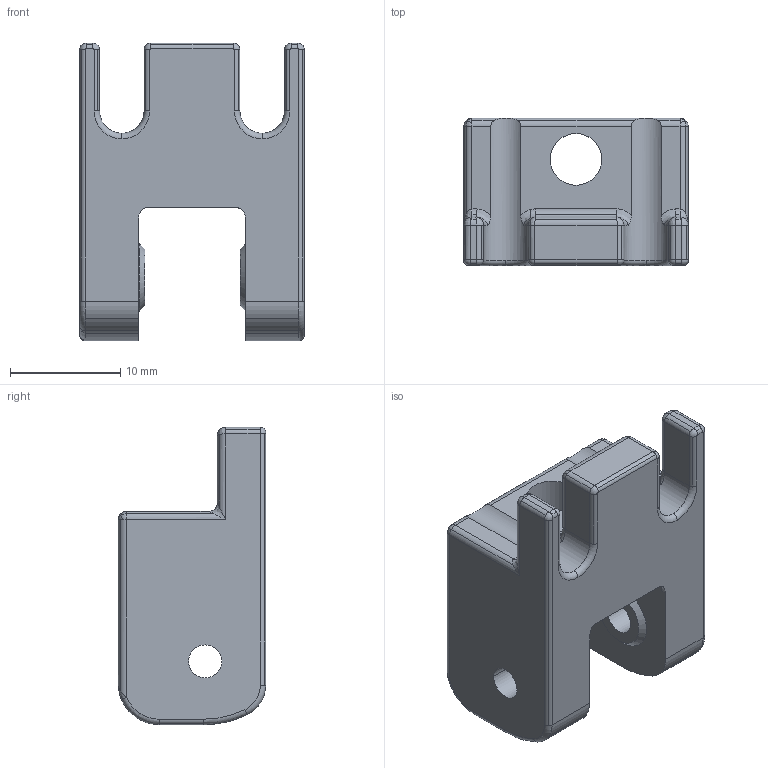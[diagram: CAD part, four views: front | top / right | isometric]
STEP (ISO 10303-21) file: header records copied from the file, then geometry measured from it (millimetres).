
FILE_DESCRIPTION (( 'STEP AP214' ), '1' );
FILE_NAME ('z_tensioner_heatset.step', '2022-02-15T02:27:24', ( '' ), ( '' ), 'SwSTEP 2.0', 'SolidWorks 2021', '' );
FILE_SCHEMA (( 'AUTOMOTIVE_DESIGN' ));
Length unit declared in the file: millimetre
Products named in the file (1): z_tensioner_heatset
Bounding box: 20.4 x 13.4 x 27.02 mm (x, y, z)
Volume: 3663.2 mm3; surface area: 2344.8 mm2
Topology: 1 solids, 1 shells, 233 faces, 597 edges, 352 vertices
Faces by surface type: cylinder 126, plane 32, torus 30, bspline 25, sphere 16, cone 4
Entity records: 8173 total; most frequent: CARTESIAN_POINT 2796, ORIENTED_EDGE 1162, DIRECTION 1078, EDGE_CURVE 581, AXIS2_PLACEMENT_3D 438, VERTEX_POINT 352, EDGE_LOOP 241, FACE_OUTER_BOUND 233
